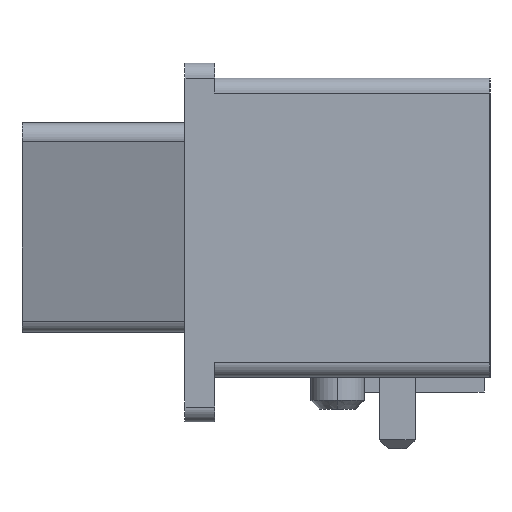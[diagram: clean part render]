
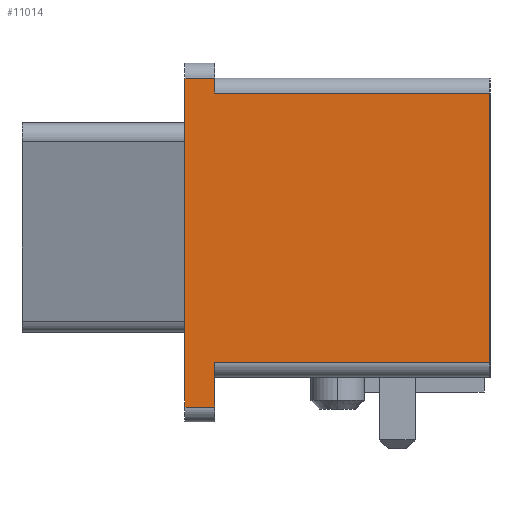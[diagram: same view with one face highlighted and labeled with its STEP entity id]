
A CAD part, left-side view. The second image highlights one B-rep face of the part: STEP entity #11014.
In plain terms, the highlighted planar face has unit normal (-1, 0, 0).
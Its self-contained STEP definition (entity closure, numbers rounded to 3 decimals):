
#68=DIRECTION('',(0.,0.,1.));
#69=VECTOR('',#68,9.);
#70=CARTESIAN_POINT('',(-12.42,-5.1,1.58));
#71=LINE('',#70,#69);
#4851=DIRECTION('',(0.,0.,1.));
#4852=VECTOR('',#4851,1.5);
#4853=CARTESIAN_POINT('',(-12.42,4.1,0.08));
#4854=LINE('',#4853,#4852);
#4858=DIRECTION('',(0.,0.,1.));
#4859=VECTOR('',#4858,0.5);
#4860=CARTESIAN_POINT('',(-12.42,4.1,10.58));
#4861=LINE('',#4860,#4859);
#4953=DIRECTION('',(0.,-1.,0.));
#4954=VECTOR('',#4953,9.2);
#4955=CARTESIAN_POINT('',(-12.42,4.1,1.58));
#4956=LINE('',#4955,#4954);
#4960=DIRECTION('',(0.,1.,0.));
#4961=VECTOR('',#4960,1.);
#4962=CARTESIAN_POINT('',(-12.42,4.1,0.08));
#4963=LINE('',#4962,#4961);
#4967=DIRECTION('',(0.,-1.,0.));
#4968=VECTOR('',#4967,9.2);
#4969=CARTESIAN_POINT('',(-12.42,4.1,10.58));
#4970=LINE('',#4969,#4968);
#5026=DIRECTION('',(0.,0.,1.));
#5027=VECTOR('',#5026,11.);
#5028=CARTESIAN_POINT('',(-12.42,5.1,0.08));
#5029=LINE('',#5028,#5027);
#5165=DIRECTION('',(0.,1.,0.));
#5166=VECTOR('',#5165,1.);
#5167=CARTESIAN_POINT('',(-12.42,4.1,11.08));
#5168=LINE('',#5167,#5166);
#5789=CARTESIAN_POINT('',(-12.42,-5.1,10.58));
#5791=VERTEX_POINT('',#5789);
#5800=CARTESIAN_POINT('',(-12.42,-5.1,1.58));
#5802=VERTEX_POINT('',#5800);
#5886=CARTESIAN_POINT('',(-12.42,4.1,0.08));
#5887=VERTEX_POINT('',#5886);
#5888=CARTESIAN_POINT('',(-12.42,4.1,11.08));
#5890=VERTEX_POINT('',#5888);
#5902=CARTESIAN_POINT('',(-12.42,5.1,0.08));
#5903=VERTEX_POINT('',#5902);
#5904=CARTESIAN_POINT('',(-12.42,5.1,11.08));
#5905=VERTEX_POINT('',#5904);
#5948=CARTESIAN_POINT('',(-12.42,4.1,10.58));
#5949=VERTEX_POINT('',#5948);
#5954=CARTESIAN_POINT('',(-12.42,4.1,1.58));
#5955=VERTEX_POINT('',#5954);
#10995=CARTESIAN_POINT('',(-12.42,-5.1,1.08));
#10996=DIRECTION('',(-1.,0.,0.));
#10997=DIRECTION('',(0.,0.,1.));
#10998=AXIS2_PLACEMENT_3D('',#10995,#10996,#10997);
#10999=PLANE('',#10998);
#11001=ORIENTED_EDGE('',*,*,#11000,.F.);
#11002=ORIENTED_EDGE('',*,*,#10857,.F.);
#11004=ORIENTED_EDGE('',*,*,#11003,.T.);
#11006=ORIENTED_EDGE('',*,*,#11005,.T.);
#11008=ORIENTED_EDGE('',*,*,#11007,.F.);
#11009=ORIENTED_EDGE('',*,*,#10873,.F.);
#11010=ORIENTED_EDGE('',*,*,#10978,.T.);
#11011=ORIENTED_EDGE('',*,*,#6835,.F.);
#11012=EDGE_LOOP('',(#11001,#11002,#11004,#11006,#11008,#11009,#11010,#11011));
#11013=FACE_OUTER_BOUND('',#11012,.F.);
#11014=ADVANCED_FACE('',(#11013),#10999,.T.);
#6835=EDGE_CURVE('',#5802,#5791,#71,.T.);
#10857=EDGE_CURVE('',#5887,#5955,#4854,.T.);
#10873=EDGE_CURVE('',#5949,#5890,#4861,.T.);
#10978=EDGE_CURVE('',#5949,#5791,#4970,.T.);
#11000=EDGE_CURVE('',#5955,#5802,#4956,.T.);
#11003=EDGE_CURVE('',#5887,#5903,#4963,.T.);
#11005=EDGE_CURVE('',#5903,#5905,#5029,.T.);
#11007=EDGE_CURVE('',#5890,#5905,#5168,.T.);
